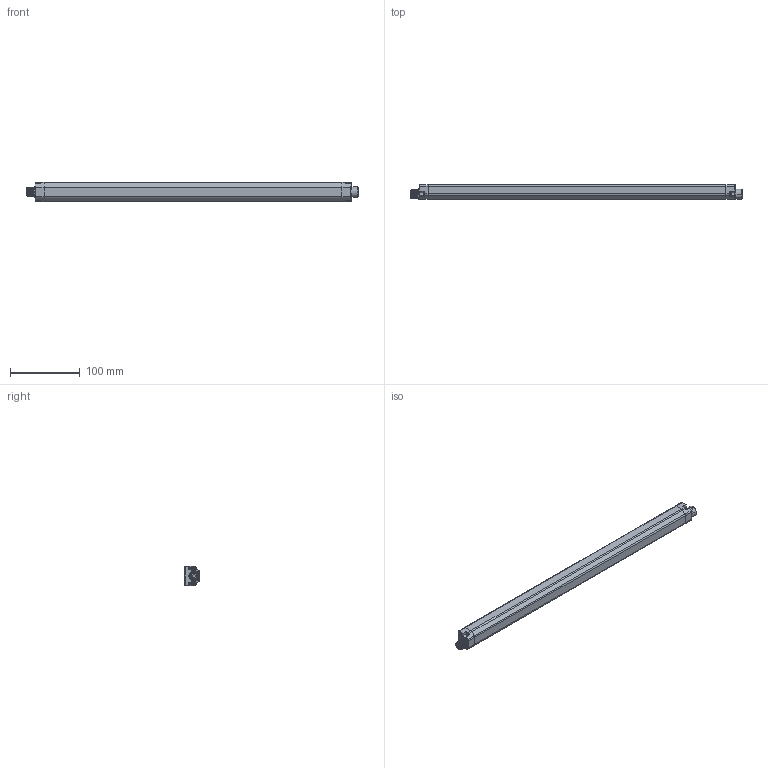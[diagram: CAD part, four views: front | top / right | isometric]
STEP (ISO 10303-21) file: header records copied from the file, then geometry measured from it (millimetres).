
FILE_DESCRIPTION((''),'2;1');
FILE_NAME('154524_SW','2010-11-02T',('banengservice'),('BANNER ENGINEERING'),'PRO/ENGINEER BY PARAMETRIC TECHNOLOGY CORPORATION, 2009141','PRO/ENGINEER BY PARAMETRIC TECHNOLOGY CORPORATION, 2009141','');
FILE_SCHEMA(('CONFIG_CONTROL_DESIGN'));
Products named in the file (1): 154524_SW
Bounding box: 476 x 21 x 28 mm (x, y, z)
Volume: 102553.2 mm3; surface area: 116845.3 mm2
Topology: 1 solids, 1 shells, 1054 faces, 2646 edges, 1620 vertices
Faces by surface type: plane 340, cylinder 333, bspline 139, cone 132, torus 94, sphere 16
Entity records: 47333 total; most frequent: CARTESIAN_POINT 22682, ORIENTED_EDGE 5276, DIRECTION 5096, EDGE_CURVE 2638, AXIS2_PLACEMENT_3D 1977, VERTEX_POINT 1620, VECTOR 1142, LINE 1142
